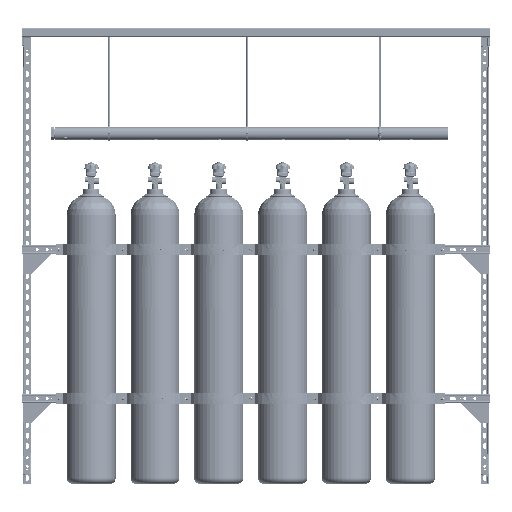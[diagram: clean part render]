
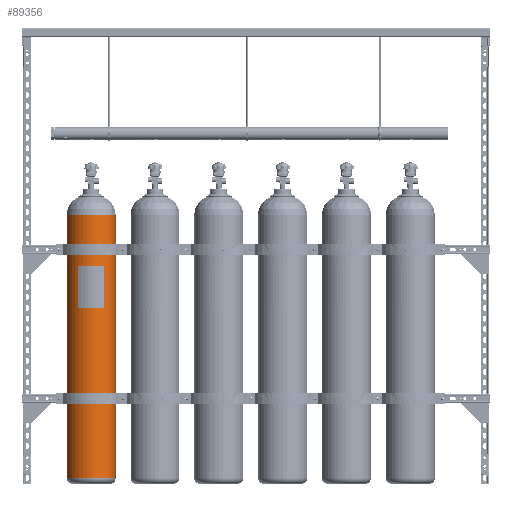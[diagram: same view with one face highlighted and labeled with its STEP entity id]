
A CAD part, top view. The second image highlights one B-rep face of the part: STEP entity #89356.
In plain terms, the highlighted cylindrical face has radius 116.635 mm (diameter 233.269 mm), a partial arc.
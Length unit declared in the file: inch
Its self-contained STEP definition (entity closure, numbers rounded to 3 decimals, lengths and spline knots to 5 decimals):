
#4059 = DIRECTION ( 'NONE',  ( -1., 0., 0. ) ) ;
#11574 = EDGE_CURVE ( 'NONE', #142755, #62327, #96158, .T. ) ;
#12961 = VECTOR ( 'NONE', #93255, 39.37008 ) ;
#13306 = DIRECTION ( 'NONE',  ( -1., 0., 0. ) ) ;
#13350 = ORIENTED_EDGE ( 'NONE', *, *, #116885, .F. ) ;
#18847 = FACE_OUTER_BOUND ( 'NONE', #61782, .T. ) ;
#24998 = CARTESIAN_POINT ( 'NONE',  ( 4.59191, -54.5, 0. ) ) ;
#27371 = EDGE_CURVE ( 'NONE', #142755, #95455, #94660, .T. ) ;
#27622 = CARTESIAN_POINT ( 'NONE',  ( 0., -4.92411, 0. ) ) ;
#29018 = AXIS2_PLACEMENT_3D ( 'NONE', #36163, #71201, #13306 ) ;
#31218 = CARTESIAN_POINT ( 'NONE',  ( -4.59191, 0., 0. ) ) ;
#32530 = ORIENTED_EDGE ( 'NONE', *, *, #11574, .F. ) ;
#36163 = CARTESIAN_POINT ( 'NONE',  ( 0., -54.5, 0. ) ) ;
#44600 = LINE ( 'NONE', #136711, #12961 ) ;
#48178 = VECTOR ( 'NONE', #96909, 39.37008 ) ;
#49144 = CARTESIAN_POINT ( 'NONE',  ( -4.59191, -4.92411, 0. ) ) ;
#61782 = EDGE_LOOP ( 'NONE', ( #63537, #93512, #13350, #32530 ) ) ;
#62327 = VERTEX_POINT ( 'NONE', #49144 ) ;
#63537 = ORIENTED_EDGE ( 'NONE', *, *, #27371, .T. ) ;
#68089 = CARTESIAN_POINT ( 'NONE',  ( 4.59191, -4.92411, 0. ) ) ;
#71201 = DIRECTION ( 'NONE',  ( 0., 1., 0. ) ) ;
#74479 = DIRECTION ( 'NONE',  ( 0., 1., 0. ) ) ;
#85855 = CYLINDRICAL_SURFACE ( 'NONE', #135818, 4.59191 ) ;
#88855 = CARTESIAN_POINT ( 'NONE',  ( 0., 0., 0. ) ) ;
#89356 = ADVANCED_FACE ( 'NONE', ( #18847 ), #85855, .T. ) ;
#93255 = DIRECTION ( 'NONE',  ( 0., 1., 0. ) ) ;
#93512 = ORIENTED_EDGE ( 'NONE', *, *, #113606, .T. ) ;
#94660 = CIRCLE ( 'NONE', #29018, 4.59191 ) ;
#95455 = VERTEX_POINT ( 'NONE', #24998 ) ;
#96158 = LINE ( 'NONE', #31218, #48178 ) ;
#96165 = DIRECTION ( 'NONE',  ( 0., 1., 0. ) ) ;
#96909 = DIRECTION ( 'NONE',  ( 0., 1., 0. ) ) ;
#109902 = CARTESIAN_POINT ( 'NONE',  ( -4.59191, -54.5, 0. ) ) ;
#113606 = EDGE_CURVE ( 'NONE', #95455, #122463, #44600, .T. ) ;
#116885 = EDGE_CURVE ( 'NONE', #62327, #122463, #117581, .T. ) ;
#117581 = CIRCLE ( 'NONE', #129787, 4.59191 ) ;
#122400 = DIRECTION ( 'NONE',  ( -1., 0., 0. ) ) ;
#122463 = VERTEX_POINT ( 'NONE', #68089 ) ;
#129787 = AXIS2_PLACEMENT_3D ( 'NONE', #27622, #96165, #4059 ) ;
#135818 = AXIS2_PLACEMENT_3D ( 'NONE', #88855, #74479, #122400 ) ;
#136711 = CARTESIAN_POINT ( 'NONE',  ( 4.59191, 0., 0. ) ) ;
#142755 = VERTEX_POINT ( 'NONE', #109902 ) ;
